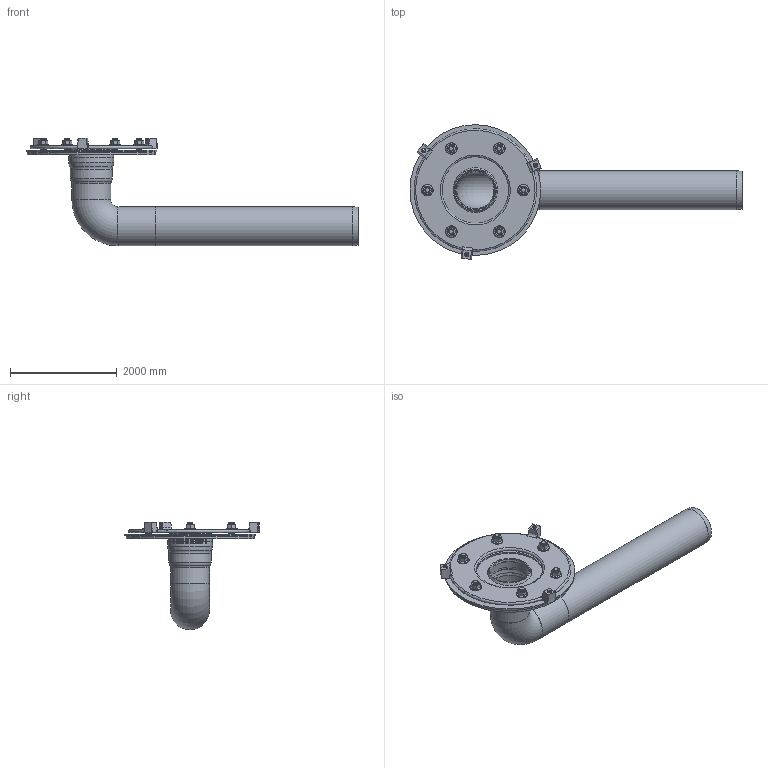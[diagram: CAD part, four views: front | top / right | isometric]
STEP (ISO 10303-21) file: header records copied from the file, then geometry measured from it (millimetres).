
FILE_DESCRIPTION(/* description */ (''),/* implementation_level */ '2;1');
FILE_NAME(/* name */ '05045.CC0X_3D.stp',/* time_stamp */ '2024-12-11T13:30:57+01:00',/* author */ ('CAD'),/* organization */ (''),/* preprocessor_version */ 'ST-DEVELOPER v20',/* originating_system */ 'AutoCAD Mechanical',/* authorisation */ '');
FILE_SCHEMA (('AUTOMOTIVE_DESIGN { 1 0 10303 214 3 1 1 }'));
Length unit declared in the file: centimetre
Products named in the file (2): Product; *S0
Assembly tree (1 placements, depth 2):
  Product
    *S0
Bounding box: 6225 x 2522.85 x 2015 mm (x, y, z)
Volume: 781658671.5 mm3; surface area: 53808865.4 mm2
Topology: 22 solids, 22 shells, 490 faces, 1030 edges, 598 vertices
Faces by surface type: cone 279, plane 103, cylinder 67, torus 24, bspline 17
Full cylindrical faces by diameter (mm): 55 x2, 70 x6, 80 x12, 83.76 x6, 130 x6, 160 x6, 698 x3, 730 x4, 760 x1, 785 x2, 792 x1, 800 x2, 810 x3, 842 x1, 1250 x1, 2400 x1, 2450 x1
Entity records: 14953 total; most frequent: CARTESIAN_POINT 4303, DIRECTION 2342, ORIENTED_EDGE 2060, EDGE_CURVE 1030, AXIS2_PLACEMENT_3D 992, VERTEX_POINT 598, EDGE_LOOP 570, CIRCLE 498
